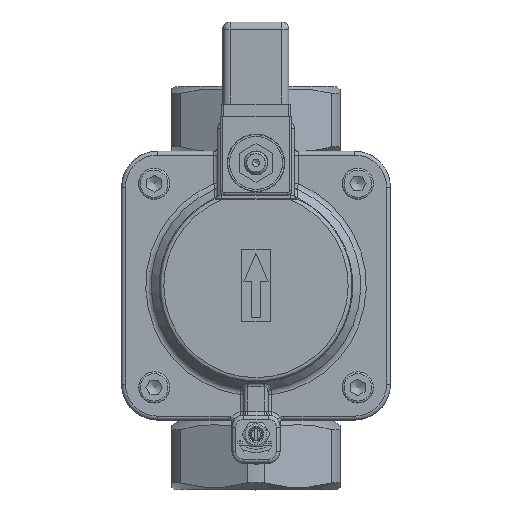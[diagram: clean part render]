
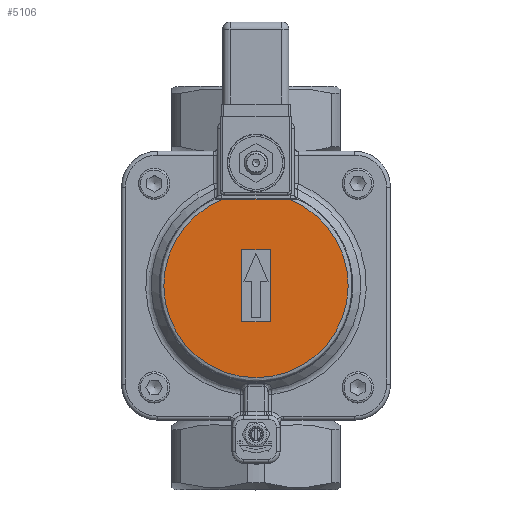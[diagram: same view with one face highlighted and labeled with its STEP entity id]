
A CAD part, top view. The second image highlights one B-rep face of the part: STEP entity #5106.
In plain terms, the highlighted planar face has unit normal (0, 0, 1).
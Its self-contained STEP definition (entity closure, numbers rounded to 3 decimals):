
#4920=CARTESIAN_POINT('',(6.,-14.,62.95));
#4921=VERTEX_POINT('',#4920);
#4922=CARTESIAN_POINT('',(-6.,-14.,62.95));
#4923=VERTEX_POINT('',#4922);
#4924=CARTESIAN_POINT('',(6.,-14.,62.95));
#4925=DIRECTION('',(-1.0,0.0,0.0));
#4926=VECTOR('',#4925,12.0);
#4927=LINE('',#4924,#4926);
#4928=EDGE_CURVE('',#4921,#4923,#4927,.T.);
#4951=CARTESIAN_POINT('',(-6.,16.,62.95));
#4952=VERTEX_POINT('',#4951);
#4953=CARTESIAN_POINT('',(-6.,-14.,62.95));
#4954=DIRECTION('',(0.0,1.0,0.0));
#4955=VECTOR('',#4954,30.0);
#4956=LINE('',#4953,#4955);
#4957=EDGE_CURVE('',#4923,#4952,#4956,.T.);
#5040=CARTESIAN_POINT('',(6.,16.,62.95));
#5041=VERTEX_POINT('',#5040);
#5042=CARTESIAN_POINT('',(-6.,16.,62.95));
#5043=DIRECTION('',(1.0,0.0,0.0));
#5044=VECTOR('',#5043,12.);
#5045=LINE('',#5042,#5044);
#5046=EDGE_CURVE('',#4952,#5041,#5045,.T.);
#5064=CARTESIAN_POINT('',(6.,16.,62.95));
#5065=DIRECTION('',(0.0,-1.0,0.0));
#5066=VECTOR('',#5065,30.0);
#5067=LINE('',#5064,#5066);
#5068=EDGE_CURVE('',#5041,#4921,#5067,.T.);
#5076=CARTESIAN_POINT('',(-20.,1.,62.95));
#5077=DIRECTION('',(0.0,0.0,1.0));
#5078=DIRECTION('',(1.0,0.0,0.0));
#5079=AXIS2_PLACEMENT_3D('',#5076,#5077,#5078);
#5080=PLANE('',#5079);
#5081=CARTESIAN_POINT('',(-13.76,36.85,62.95));
#5082=VERTEX_POINT('',#5081);
#5083=CARTESIAN_POINT('',(13.76,36.85,62.95));
#5084=VERTEX_POINT('',#5083);
#5085=CARTESIAN_POINT('',(-13.76,36.85,62.95));
#5086=DIRECTION('',(1.0,0.0,0.0));
#5087=VECTOR('',#5086,27.52);
#5088=LINE('',#5085,#5087);
#5089=EDGE_CURVE('',#5082,#5084,#5088,.T.);
#5090=ORIENTED_EDGE('',*,*,#5089,.F.);
#5091=CARTESIAN_POINT('',(0.,1.,62.95));
#5092=DIRECTION('',(0.0,0.0,-1.0));
#5093=DIRECTION('',(1.0,0.0,0.0));
#5094=AXIS2_PLACEMENT_3D('',#5091,#5092,#5093);
#5095=CIRCLE('',#5094,38.4);
#5096=EDGE_CURVE('',#5084,#5082,#5095,.T.);
#5097=ORIENTED_EDGE('',*,*,#5096,.F.);
#5098=EDGE_LOOP('',(#5090,#5097));
#5099=FACE_OUTER_BOUND('',#5098,.T.);
#5100=ORIENTED_EDGE('',*,*,#4928,.T.);
#5101=ORIENTED_EDGE('',*,*,#4957,.T.);
#5102=ORIENTED_EDGE('',*,*,#5046,.T.);
#5103=ORIENTED_EDGE('',*,*,#5068,.T.);
#5104=EDGE_LOOP('',(#5100,#5101,#5102,#5103));
#5105=FACE_BOUND('',#5104,.T.);
#5106=ADVANCED_FACE('',(#5099,#5105),#5080,.T.);
